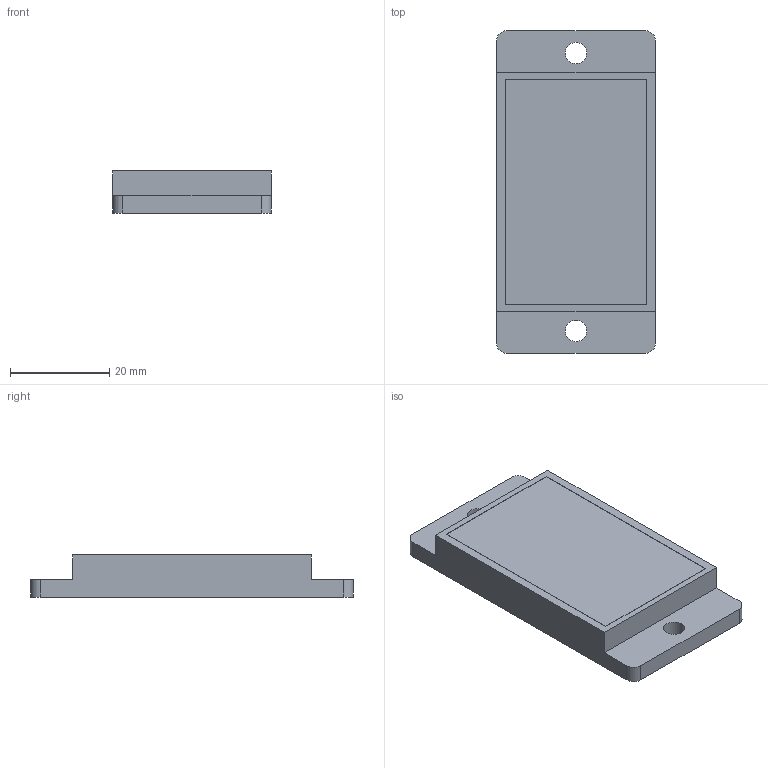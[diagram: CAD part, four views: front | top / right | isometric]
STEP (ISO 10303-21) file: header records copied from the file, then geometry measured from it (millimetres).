
FILE_DESCRIPTION((''),'2;1');
FILE_NAME('E483-21_CB_K04','2017-06-12T',('cmozuch'),(''),'PRO/ENGINEER BY PARAMETRIC TECHNOLOGY CORPORATION, 2015440','PRO/ENGINEER BY PARAMETRIC TECHNOLOGY CORPORATION, 2015440','');
FILE_SCHEMA(('CONFIG_CONTROL_DESIGN'));
Length unit declared in the file: millimetre
Products named in the file (1): E483-21_CB_K04
Bounding box: 32 x 65 x 8.5 mm (x, y, z)
Volume: 14749.1 mm3; surface area: 5667.7 mm2
Topology: 1 solids, 1 shells, 23 faces, 60 edges, 40 vertices
Faces by surface type: plane 15, cylinder 8
Entity records: 1074 total; most frequent: CARTESIAN_POINT 123, DIRECTION 122, ORIENTED_EDGE 120, EDGE_CURVE 60, FILL_AREA_STYLE_COLOUR 46, FILL_AREA_STYLE 46, SURFACE_STYLE_FILL_AREA 46, SURFACE_SIDE_STYLE 46
